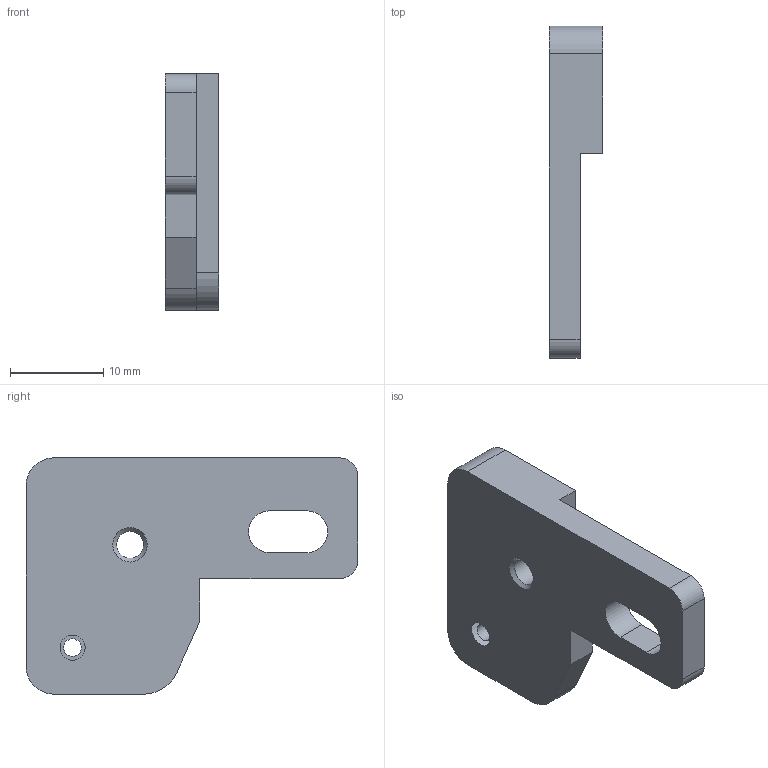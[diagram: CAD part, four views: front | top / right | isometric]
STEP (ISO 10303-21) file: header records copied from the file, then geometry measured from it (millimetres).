
FILE_DESCRIPTION(/* description */ (''),/* implementation_level */ '2;1');
FILE_NAME(/* name */ 'right-clamp-a.step',/* time_stamp */ '2023-09-13T07:30:39-04:00',/* author */ (''),/* organization */ (''),/* preprocessor_version */ 'ST-DEVELOPER v20',/* originating_system */ 'Autodesk Translation Framework v12.9.0.99',/* authorisation */ '');
FILE_SCHEMA (('AUTOMOTIVE_DESIGN { 1 0 10303 214 3 1 1 }'));
Length unit declared in the file: millimetre
Products named in the file (1): right-clamp
Bounding box: 5.72 x 35.68 x 25.41 mm (x, y, z)
Volume: 2884.1 mm3; surface area: 1976.5 mm2
Topology: 1 solids, 1 shells, 25 faces, 67 edges, 44 vertices
Faces by surface type: plane 13, cylinder 10, cone 2
Full cylindrical faces by diameter (mm): 1.9 x1, 2.9 x1
Entity records: 839 total; most frequent: DIRECTION 141, CARTESIAN_POINT 137, ORIENTED_EDGE 134, EDGE_CURVE 67, AXIS2_PLACEMENT_3D 48, LINE 45, VECTOR 45, VERTEX_POINT 44
